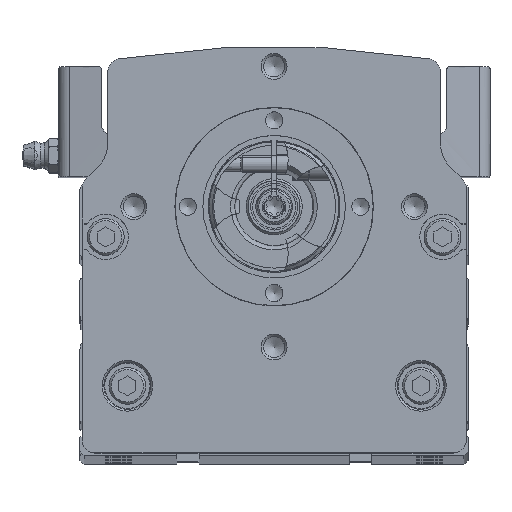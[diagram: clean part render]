
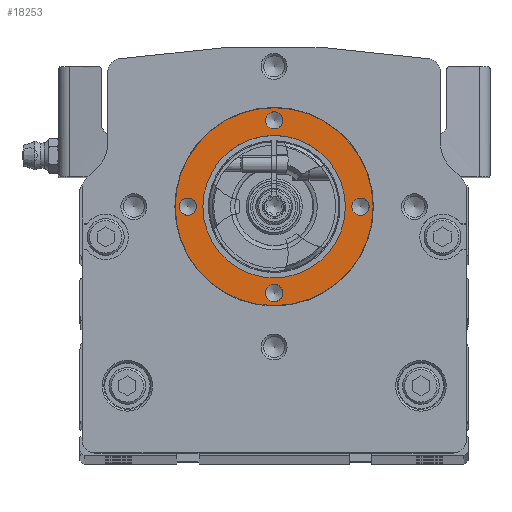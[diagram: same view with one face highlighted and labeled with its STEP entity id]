
A CAD part, top view. The second image highlights one B-rep face of the part: STEP entity #18253.
In plain terms, the highlighted planar face has unit normal (0, 0, 1).
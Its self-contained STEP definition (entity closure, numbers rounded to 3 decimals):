
#294=PLANE('',#19478);
#4626=ORIENTED_EDGE('',*,*,#7940,.F.);
#4627=ORIENTED_EDGE('',*,*,#7941,.F.);
#4628=ORIENTED_EDGE('',*,*,#7942,.T.);
#4629=ORIENTED_EDGE('',*,*,#7943,.T.);
#4630=ORIENTED_EDGE('',*,*,#7944,.T.);
#4631=ORIENTED_EDGE('',*,*,#7939,.T.);
#7939=EDGE_CURVE('',#9696,#9696,#10832,.T.);
#7940=EDGE_CURVE('',#9697,#9697,#10833,.T.);
#7941=EDGE_CURVE('',#9698,#9698,#10834,.F.);
#7942=EDGE_CURVE('',#9699,#9699,#10835,.T.);
#7943=EDGE_CURVE('',#9700,#9700,#10836,.T.);
#7944=EDGE_CURVE('',#9701,#9701,#10837,.T.);
#9696=VERTEX_POINT('',#26875);
#9697=VERTEX_POINT('',#26878);
#9698=VERTEX_POINT('',#26880);
#9699=VERTEX_POINT('',#26882);
#9700=VERTEX_POINT('',#26884);
#9701=VERTEX_POINT('',#26886);
#10832=CIRCLE('',#19477,16.5);
#10833=CIRCLE('',#19479,22.929);
#10834=CIRCLE('',#19480,2.);
#10835=CIRCLE('',#19481,2.);
#10836=CIRCLE('',#19482,2.);
#10837=CIRCLE('',#19483,2.);
#11655=EDGE_LOOP('',(#4626));
#11656=EDGE_LOOP('',(#4627));
#11657=EDGE_LOOP('',(#4628));
#11658=EDGE_LOOP('',(#4629));
#11659=EDGE_LOOP('',(#4630));
#11660=EDGE_LOOP('',(#4631));
#12860=FACE_BOUND('',#11655,.T.);
#12861=FACE_BOUND('',#11656,.T.);
#12862=FACE_BOUND('',#11657,.T.);
#12863=FACE_BOUND('',#11658,.T.);
#12864=FACE_BOUND('',#11659,.T.);
#12865=FACE_BOUND('',#11660,.T.);
#18253=ADVANCED_FACE('',(#12860,#12861,#12862,#12863,#12864,#12865),#294,
 .F.);
#19477=AXIS2_PLACEMENT_3D('',#26874,#22281,#22282);
#19478=AXIS2_PLACEMENT_3D('',#26876,#22283,#22284);
#19479=AXIS2_PLACEMENT_3D('',#26877,#22285,#22286);
#19480=AXIS2_PLACEMENT_3D('',#26879,#22287,#22288);
#19481=AXIS2_PLACEMENT_3D('',#26881,#22289,#22290);
#19482=AXIS2_PLACEMENT_3D('',#26883,#22291,#22292);
#19483=AXIS2_PLACEMENT_3D('',#26885,#22293,#22294);
#22281=DIRECTION('',(0.,0.,-1.));
#22282=DIRECTION('',(-1.,0.,0.));
#22283=DIRECTION('',(0.,0.,-1.));
#22284=DIRECTION('',(-1.,0.,0.));
#22285=DIRECTION('',(0.,0.,-1.));
#22286=DIRECTION('',(-1.,0.,0.));
#22287=DIRECTION('',(0.,0.,-1.));
#22288=DIRECTION('',(-1.,0.,0.));
#22289=DIRECTION('',(0.,0.,-1.));
#22290=DIRECTION('',(-1.,0.,0.));
#22291=DIRECTION('',(0.,0.,-1.));
#22292=DIRECTION('',(-1.,0.,0.));
#22293=DIRECTION('',(0.,0.,-1.));
#22294=DIRECTION('',(-1.,0.,0.));
#26874=CARTESIAN_POINT('',(0.,57.5,34.));
#26875=CARTESIAN_POINT('',(-16.5,57.5,34.));
#26876=CARTESIAN_POINT('',(0.,74.,34.));
#26877=CARTESIAN_POINT('',(0.,57.5,34.));
#26878=CARTESIAN_POINT('',(-22.929,57.5,34.));
#26879=CARTESIAN_POINT('',(0.,77.5,34.));
#26880=CARTESIAN_POINT('',(-2.,77.5,34.));
#26881=CARTESIAN_POINT('',(20.,57.5,34.));
#26882=CARTESIAN_POINT('',(18.,57.5,34.));
#26883=CARTESIAN_POINT('',(0.,37.5,34.));
#26884=CARTESIAN_POINT('',(-2.,37.5,34.));
#26885=CARTESIAN_POINT('',(-20.,57.5,34.));
#26886=CARTESIAN_POINT('',(-22.,57.5,34.));
